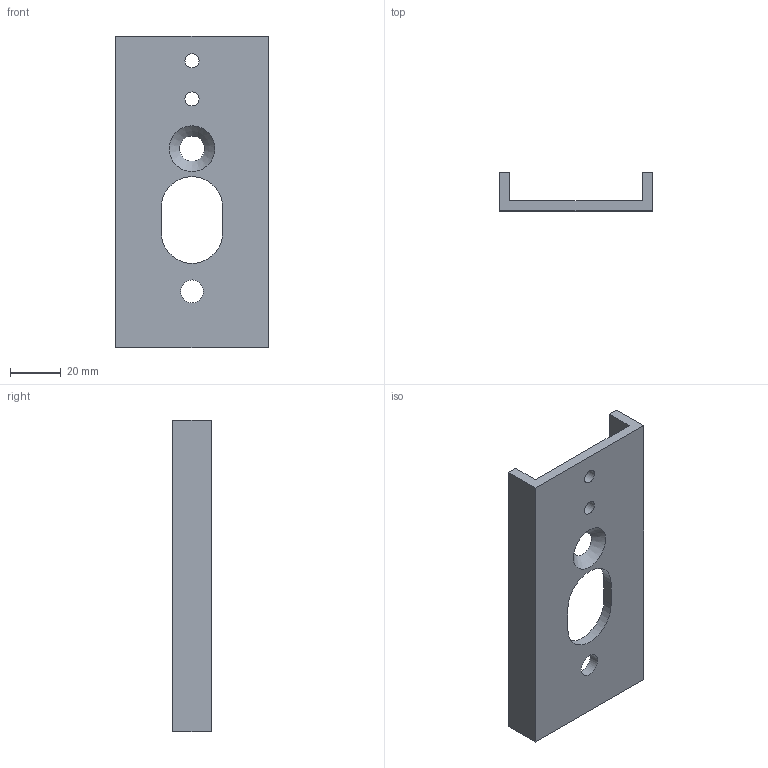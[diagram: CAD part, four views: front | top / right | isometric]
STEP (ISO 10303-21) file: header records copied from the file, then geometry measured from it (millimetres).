
FILE_DESCRIPTION( ( '' ), ' ' );
FILE_NAME( '5a81b59f0128b90fd7772711.step', '2018-02-12T15:41:20', ( '' ), ( '' ), ' ', ' ', ' ' );
FILE_SCHEMA( ( 'AUTOMOTIVE_DESIGN { 1 0 10303 214 1 1 1 1 }' ) );
Length unit declared in the file: metre
Products named in the file (1): sensor_rack
Bounding box: 60 x 15 x 122 mm (x, y, z)
Volume: 36117.5 mm3; surface area: 20648.5 mm2
Topology: 1 solids, 1 shells, 21 faces, 60 edges, 41 vertices
Faces by surface type: plane 12, cylinder 8, cone 1
Full cylindrical faces by diameter (mm): 2.5 x3, 5.5 x2, 9 x1
Entity records: 850 total; most frequent: DIRECTION 112, CARTESIAN_POINT 110, ORIENTED_EDGE 100, EDGE_CURVE 50, EDGE_LOOP 44, AXIS2_PLACEMENT_3D 40, VERTEX_POINT 38, LINE 32
